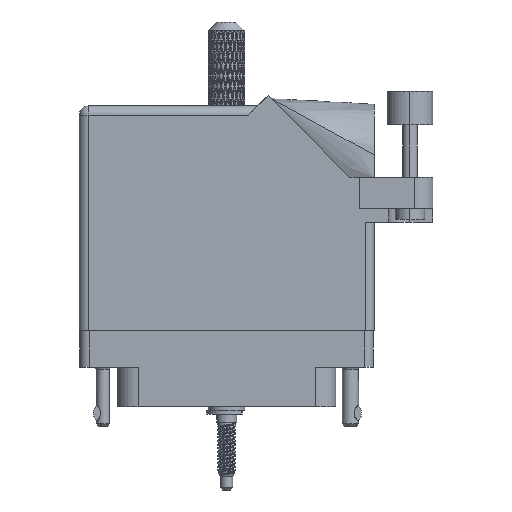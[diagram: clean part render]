
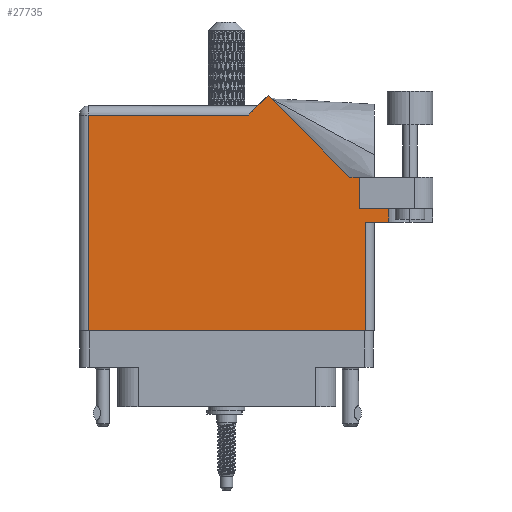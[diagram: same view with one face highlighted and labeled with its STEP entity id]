
A CAD part, front view. The second image highlights one B-rep face of the part: STEP entity #27735.
In plain terms, the highlighted face is planar.
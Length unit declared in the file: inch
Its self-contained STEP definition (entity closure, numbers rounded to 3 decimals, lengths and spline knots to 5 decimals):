
#2036 = LINE ( 'NONE', #114445, #35457 ) ;
#3118 = CARTESIAN_POINT ( 'NONE',  ( 0.83942, 0.944, 0.455 ) ) ;
#3983 = CARTESIAN_POINT ( 'NONE',  ( -0.943, 1.368, 0.455 ) ) ;
#4198 = CARTESIAN_POINT ( 'NONE',  ( -1.005, 1.43, 0.455 ) ) ;
#4790 = LINE ( 'NONE', #88484, #96660 ) ;
#5899 = VERTEX_POINT ( 'NONE', #90900 ) ;
#6540 = DIRECTION ( 'NONE',  ( 1., 0., 0. ) ) ;
#8744 = LINE ( 'NONE', #37657, #40768 ) ;
#9079 = VECTOR ( 'NONE', #23543, 39.37008 ) ;
#9530 = DIRECTION ( 'NONE',  ( 1., 0., 0. ) ) ;
#9545 = CARTESIAN_POINT ( 'NONE',  ( 1.1065, 0.637, 0.455 ) ) ;
#9573 = VERTEX_POINT ( 'NONE', #95476 ) ;
#9690 = EDGE_CURVE ( 'NONE', #111210, #90162, #113980, .T. ) ;
#12354 = EDGE_LOOP ( 'NONE', ( #67487, #114749, #113203, #92228, #103307, #31966, #98321, #115471, #87896, #25459, #21243 ) ) ;
#13541 = DIRECTION ( 'NONE',  ( -1., 0., 0. ) ) ;
#16564 = EDGE_CURVE ( 'NONE', #9573, #85506, #4790, .T. ) ;
#18598 = DIRECTION ( 'NONE',  ( 0., -1., 0. ) ) ;
#21243 = ORIENTED_EDGE ( 'NONE', *, *, #83545, .T. ) ;
#22002 = CARTESIAN_POINT ( 'NONE',  ( 0.905, 0.944, 0.455 ) ) ;
#22240 = EDGE_CURVE ( 'NONE', #90296, #5899, #94528, .T. ) ;
#23310 = PLANE ( 'NONE',  #59008 ) ;
#23543 = DIRECTION ( 'NONE',  ( 0., 1., 0. ) ) ;
#25459 = ORIENTED_EDGE ( 'NONE', *, *, #16564, .T. ) ;
#27735 = ADVANCED_FACE ( 'NONE', ( #34432 ), #23310, .F. ) ;
#28543 = LINE ( 'NONE', #106084, #73019 ) ;
#30725 = EDGE_CURVE ( 'NONE', #90296, #65275, #2036, .T. ) ;
#30872 = VECTOR ( 'NONE', #32250, 39.37008 ) ;
#31966 = ORIENTED_EDGE ( 'NONE', *, *, #30725, .T. ) ;
#32250 = DIRECTION ( 'NONE',  ( -0.707, -0.707, 0. ) ) ;
#34249 = LINE ( 'NONE', #69445, #69052 ) ;
#34432 = FACE_OUTER_BOUND ( 'NONE', #12354, .T. ) ;
#35457 = VECTOR ( 'NONE', #70015, 39.37008 ) ;
#35571 = LINE ( 'NONE', #103192, #9079 ) ;
#36390 = CARTESIAN_POINT ( 'NONE',  ( 0.83942, 0.944, 0.455 ) ) ;
#36891 = CARTESIAN_POINT ( 'NONE',  ( 0.28271, 1.50071, 0.455 ) ) ;
#37657 = CARTESIAN_POINT ( 'NONE',  ( -0.943, -0.1, 0.455 ) ) ;
#40768 = VECTOR ( 'NONE', #81564, 39.37008 ) ;
#40807 = CARTESIAN_POINT ( 'NONE',  ( 0.212, 1.43, 0.455 ) ) ;
#45512 = VECTOR ( 'NONE', #18598, 39.37008 ) ;
#48144 = EDGE_CURVE ( 'NONE', #5899, #56224, #69105, .T. ) ;
#50556 = CARTESIAN_POINT ( 'NONE',  ( 0.905, 0.731, 0.455 ) ) ;
#54318 = DIRECTION ( 'NONE',  ( -1., 0., 0. ) ) ;
#55111 = CARTESIAN_POINT ( 'NONE',  ( 1.1065, 1.06177, 0.455 ) ) ;
#56224 = VERTEX_POINT ( 'NONE', #9545 ) ;
#57046 = VECTOR ( 'NONE', #74383, 39.37008 ) ;
#59008 = AXIS2_PLACEMENT_3D ( 'NONE', #4198, #112349, #13541 ) ;
#62936 = LINE ( 'NONE', #40807, #30872 ) ;
#65275 = VERTEX_POINT ( 'NONE', #22002 ) ;
#65530 = EDGE_CURVE ( 'NONE', #72988, #83536, #93105, .T. ) ;
#67487 = ORIENTED_EDGE ( 'NONE', *, *, #9690, .T. ) ;
#69052 = VECTOR ( 'NONE', #86894, 39.37008 ) ;
#69105 = LINE ( 'NONE', #55111, #45512 ) ;
#69341 = VERTEX_POINT ( 'NONE', #96163 ) ;
#69445 = CARTESIAN_POINT ( 'NONE',  ( 1.405, 0.944, 0.455 ) ) ;
#70015 = DIRECTION ( 'NONE',  ( 0., 1., 0. ) ) ;
#72470 = CARTESIAN_POINT ( 'NONE',  ( -1.005, -0.1, 0.455 ) ) ;
#72988 = VERTEX_POINT ( 'NONE', #3118 ) ;
#73019 = VECTOR ( 'NONE', #115506, 39.37008 ) ;
#74383 = DIRECTION ( 'NONE',  ( -0.707, 0.707, 0. ) ) ;
#77183 = CARTESIAN_POINT ( 'NONE',  ( -0.943, -0.1, 0.455 ) ) ;
#81564 = DIRECTION ( 'NONE',  ( 0., -1., 0. ) ) ;
#83536 = VERTEX_POINT ( 'NONE', #36891 ) ;
#83545 = EDGE_CURVE ( 'NONE', #85506, #111210, #8744, .T. ) ;
#84824 = VECTOR ( 'NONE', #6540, 39.37008 ) ;
#85506 = VERTEX_POINT ( 'NONE', #3983 ) ;
#86894 = DIRECTION ( 'NONE',  ( -1., 0., 0. ) ) ;
#86967 = CARTESIAN_POINT ( 'NONE',  ( 0.943, -0.1, 0.455 ) ) ;
#87896 = ORIENTED_EDGE ( 'NONE', *, *, #108045, .T. ) ;
#88108 = CARTESIAN_POINT ( 'NONE',  ( 0.905, 0.731, 0.455 ) ) ;
#88484 = CARTESIAN_POINT ( 'NONE',  ( -1.005, 1.368, 0.455 ) ) ;
#90162 = VERTEX_POINT ( 'NONE', #86967 ) ;
#90296 = VERTEX_POINT ( 'NONE', #88108 ) ;
#90592 = EDGE_CURVE ( 'NONE', #90162, #69341, #35571, .T. ) ;
#90900 = CARTESIAN_POINT ( 'NONE',  ( 1.1065, 0.731, 0.455 ) ) ;
#92228 = ORIENTED_EDGE ( 'NONE', *, *, #48144, .F. ) ;
#93105 = LINE ( 'NONE', #36390, #57046 ) ;
#94528 = LINE ( 'NONE', #50556, #84824 ) ;
#95476 = CARTESIAN_POINT ( 'NONE',  ( 0.15, 1.368, 0.455 ) ) ;
#96163 = CARTESIAN_POINT ( 'NONE',  ( 0.943, 0.637, 0.455 ) ) ;
#96660 = VECTOR ( 'NONE', #54318, 39.37008 ) ;
#98321 = ORIENTED_EDGE ( 'NONE', *, *, #103732, .T. ) ;
#103192 = CARTESIAN_POINT ( 'NONE',  ( 0.943, 0.637, 0.455 ) ) ;
#103307 = ORIENTED_EDGE ( 'NONE', *, *, #22240, .F. ) ;
#103732 = EDGE_CURVE ( 'NONE', #65275, #72988, #34249, .T. ) ;
#105474 = EDGE_CURVE ( 'NONE', #69341, #56224, #28543, .T. ) ;
#106084 = CARTESIAN_POINT ( 'NONE',  ( 1.005, 0.637, 0.455 ) ) ;
#108045 = EDGE_CURVE ( 'NONE', #83536, #9573, #62936, .T. ) ;
#109775 = VECTOR ( 'NONE', #9530, 39.37008 ) ;
#111210 = VERTEX_POINT ( 'NONE', #77183 ) ;
#112349 = DIRECTION ( 'NONE',  ( 0., 0., -1. ) ) ;
#113203 = ORIENTED_EDGE ( 'NONE', *, *, #105474, .T. ) ;
#113980 = LINE ( 'NONE', #72470, #109775 ) ;
#114445 = CARTESIAN_POINT ( 'NONE',  ( 0.905, 0.731, 0.455 ) ) ;
#114749 = ORIENTED_EDGE ( 'NONE', *, *, #90592, .T. ) ;
#115471 = ORIENTED_EDGE ( 'NONE', *, *, #65530, .T. ) ;
#115506 = DIRECTION ( 'NONE',  ( 1., 0., 0. ) ) ;
